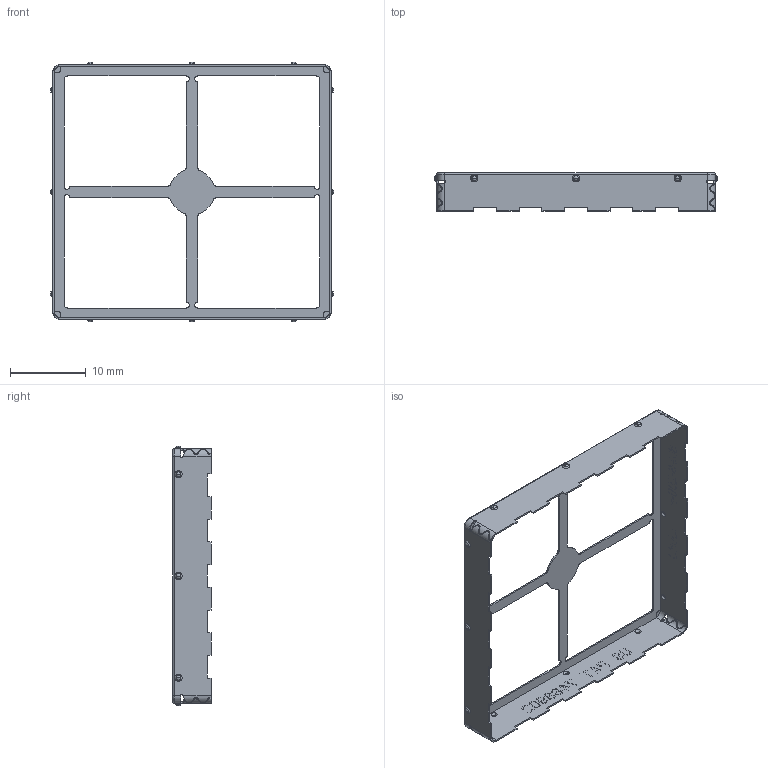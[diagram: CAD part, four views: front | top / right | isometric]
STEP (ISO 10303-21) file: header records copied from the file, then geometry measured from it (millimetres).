
FILE_DESCRIPTION((''),'2;1');
FILE_NAME('BMI-S-206-F','2012-05-11T',('Tim.Wrona'),(''),'PRO/ENGINEER BY PARAMETRIC TECHNOLOGY CORPORATION, 2010180','PRO/ENGINEER BY PARAMETRIC TECHNOLOGY CORPORATION, 2010180','');
FILE_SCHEMA(('CONFIG_CONTROL_DESIGN'));
Length unit declared in the file: millimetre
Products named in the file (1): BMI-S-206-F
Bounding box: 37.44 x 5.08 x 34.29 mm (x, y, z)
Volume: 187.7 mm3; surface area: 2005.9 mm2
Topology: 1 solids, 1 shells, 1239 faces, 3419 edges, 2202 vertices
Faces by surface type: plane 987, bspline 88, cylinder 64, cone 48, sphere 48, torus 4
Entity records: 40933 total; most frequent: CARTESIAN_POINT 10011, ORIENTED_EDGE 6742, DIRECTION 5751, EDGE_CURVE 3371, VECTOR 2911, LINE 2911, VERTEX_POINT 2202, AXIS2_PLACEMENT_3D 1420
